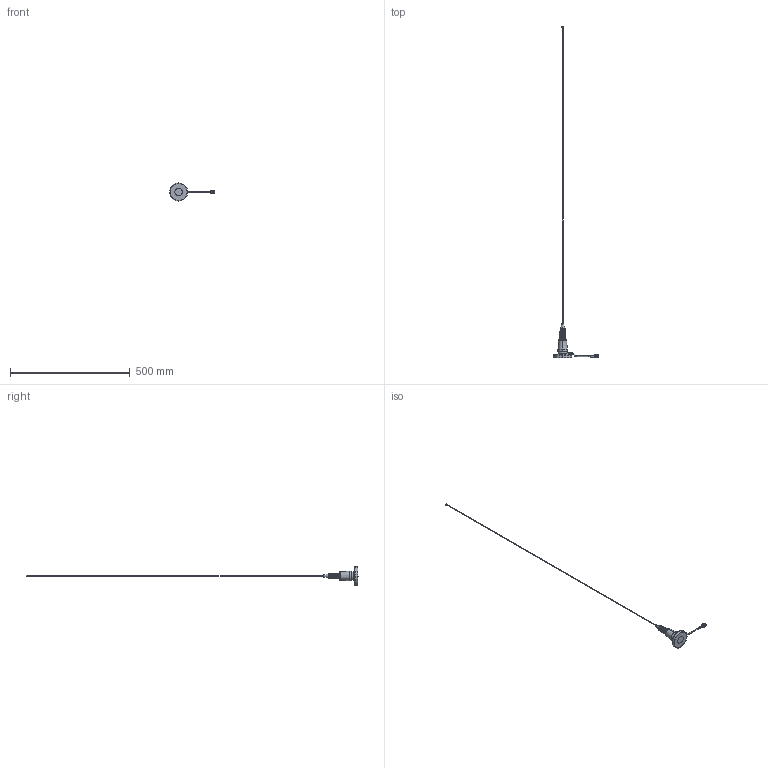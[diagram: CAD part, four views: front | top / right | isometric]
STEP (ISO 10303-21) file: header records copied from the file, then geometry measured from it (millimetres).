
FILE_DESCRIPTION (( 'STEP AP214' ), '1' );
FILE_NAME ('FMANMOB1008-RTP_3D.step', '2023-03-15T17:52:38', ( '' ), ( '' ), 'SwSTEP 2.0', 'SolidWorks 2022', '' );
FILE_SCHEMA (( 'AUTOMOTIVE_DESIGN' ));
Length unit declared in the file: inch
Products named in the file (6): FMMA1-RTPA10; Copy of NMO Base w Cable^FMMA1-RTPA10; FMANMOB1008-RTP_3D; Copy of RTP 230124^FMMA1-RTPA10; 1086 230124; Copy of HeatShrink-195-3_230124^FMMA1-RTPA10
Assembly tree (5 placements, depth 3):
  FMANMOB1008-RTP_3D
    FMMA1-RTPA10
      Copy of NMO Base w Cable^FMMA1-RTPA10
      Copy of HeatShrink-195-3_230124^FMMA1-RTPA10
      Copy of RTP 230124^FMMA1-RTPA10
    1086 230124
Bounding box: 187.49 x 1383.42 x 76 mm (x, y, z)
Volume: 140635.7 mm3; surface area: 76038.1 mm2
Topology: 12 solids, 12 shells, 2850 faces, 6103 edges, 3287 vertices
Faces by surface type: bspline 2018, cylinder 656, plane 109, cone 57, torus 8, sphere 2
Entity records: 115589 total; most frequent: CARTESIAN_POINT 74552, ORIENTED_EDGE 12178, EDGE_CURVE 6089, VERTEX_POINT 3284, DIRECTION 2982, EDGE_LOOP 2891, ADVANCED_FACE 2850, FACE_OUTER_BOUND 2850
